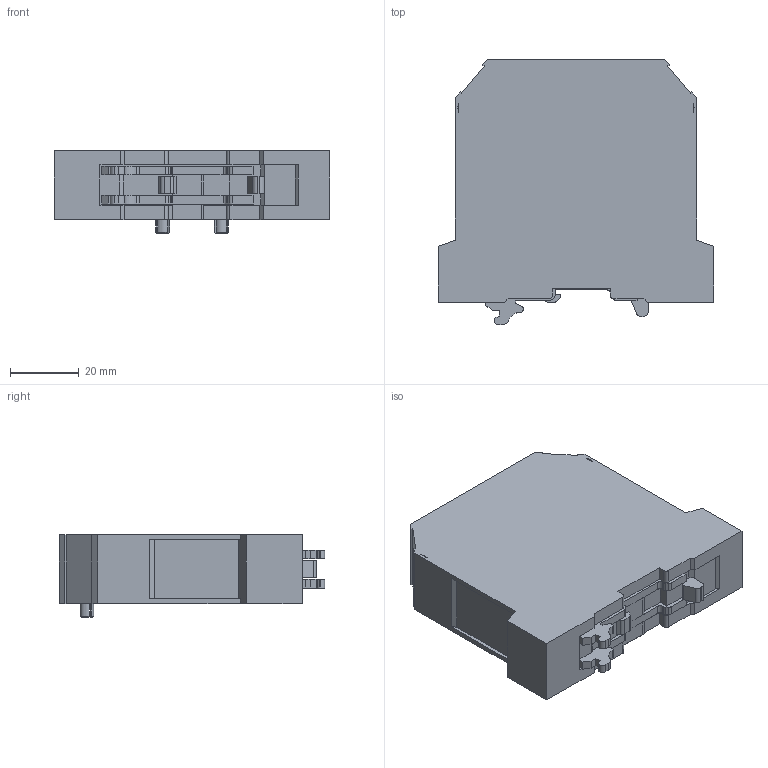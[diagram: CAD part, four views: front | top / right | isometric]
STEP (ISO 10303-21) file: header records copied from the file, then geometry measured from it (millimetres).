
FILE_DESCRIPTION (( 'STEP AP214' ), '1' );
FILE_NAME ('334190_AVK 50 T.STP', '2013-11-11T13:12:57', ( 'arge' ), ( 'Microsoft' ), 'SwSTEP 2.0', 'SolidWorks 2013', '' );
FILE_SCHEMA (( 'AUTOMOTIVE_DESIGN' ));
Length unit declared in the file: millimetre
Products named in the file (1): 334190_AVK 50 T
Bounding box: 80 x 77 x 24 mm (x, y, z)
Volume: 97240.2 mm3; surface area: 16921.3 mm2
Topology: 1 solids, 3 shells, 259 faces, 727 edges, 484 vertices
Faces by surface type: plane 172, cylinder 72, cone 15
Entity records: 8527 total; most frequent: CARTESIAN_POINT 1543, ORIENTED_EDGE 1454, DIRECTION 1389, EDGE_CURVE 727, LINE 549, VECTOR 549, VERTEX_POINT 484, AXIS2_PLACEMENT_3D 420
